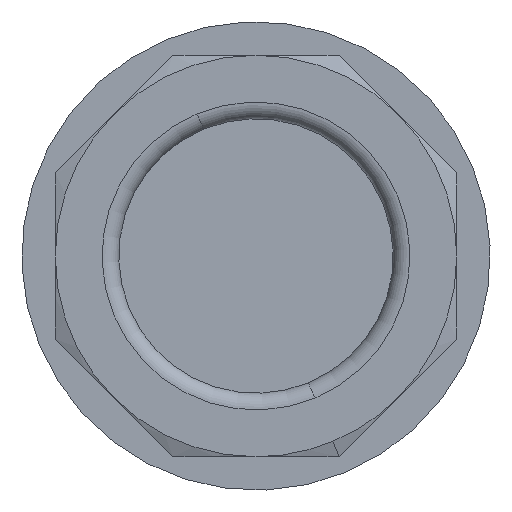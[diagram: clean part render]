
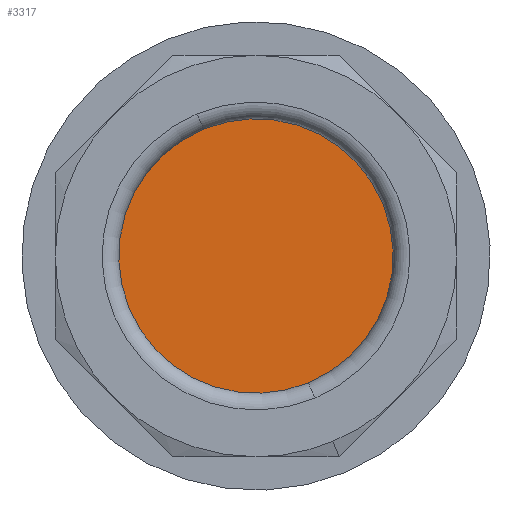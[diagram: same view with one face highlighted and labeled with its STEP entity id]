
A CAD part, front view. The second image highlights one B-rep face of the part: STEP entity #3317.
In plain terms, the highlighted planar face has unit normal (0, -1, 0).
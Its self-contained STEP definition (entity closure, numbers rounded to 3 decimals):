
#363 = PLANE ( 'NONE',  #2445 ) ;
#371 = CARTESIAN_POINT ( 'NONE',  ( 0., -0.997, 0. ) ) ;
#372 = DIRECTION ( 'NONE',  ( 0., -1., 0. ) ) ;
#373 = DIRECTION ( 'NONE',  ( 0., 0., -1. ) ) ;
#673 = EDGE_CURVE ( 'NONE', #1862, #1865, #1267, .T. ) ;
#1267 = CIRCLE ( 'NONE', #2651, 4.1 ) ;
#1298 = CIRCLE ( 'NONE', #2668, 4.1 ) ;
#1391 = EDGE_CURVE ( 'NONE', #1865, #1862, #1298, .T. ) ;
#1862 = VERTEX_POINT ( 'NONE', #3173 ) ;
#1865 = VERTEX_POINT ( 'NONE', #3176 ) ;
#1903 = EDGE_LOOP ( 'NONE', ( #2922, #2923 ) ) ;
#2445 = AXIS2_PLACEMENT_3D ( 'NONE', #371, #372, #373 ) ;
#2651 = AXIS2_PLACEMENT_3D ( 'NONE', #3048, #3049, #3050 ) ;
#2668 = AXIS2_PLACEMENT_3D ( 'NONE', #3113, #3114, #3115 ) ;
#2701 = FACE_OUTER_BOUND ( 'NONE', #1903, .T. ) ;
#2922 = ORIENTED_EDGE ( 'NONE', *, *, #673, .T. ) ;
#2923 = ORIENTED_EDGE ( 'NONE', *, *, #1391, .T. ) ;
#3048 = CARTESIAN_POINT ( 'NONE',  ( 0., -0.997, 0. ) ) ;
#3049 = DIRECTION ( 'NONE',  ( 0., -1., 0. ) ) ;
#3050 = DIRECTION ( 'NONE',  ( 0., 0., -1. ) ) ;
#3113 = CARTESIAN_POINT ( 'NONE',  ( 0., -0.997, 0. ) ) ;
#3114 = DIRECTION ( 'NONE',  ( 0., -1., 0. ) ) ;
#3115 = DIRECTION ( 'NONE',  ( 0., 0., -1. ) ) ;
#3173 = CARTESIAN_POINT ( 'NONE',  ( -1.569, -0.997, 3.788 ) ) ;
#3176 = CARTESIAN_POINT ( 'NONE',  ( 1.569, -0.997, -3.788 ) ) ;
#3317 = ADVANCED_FACE ( 'NONE', ( #2701 ), #363, .T. ) ;
